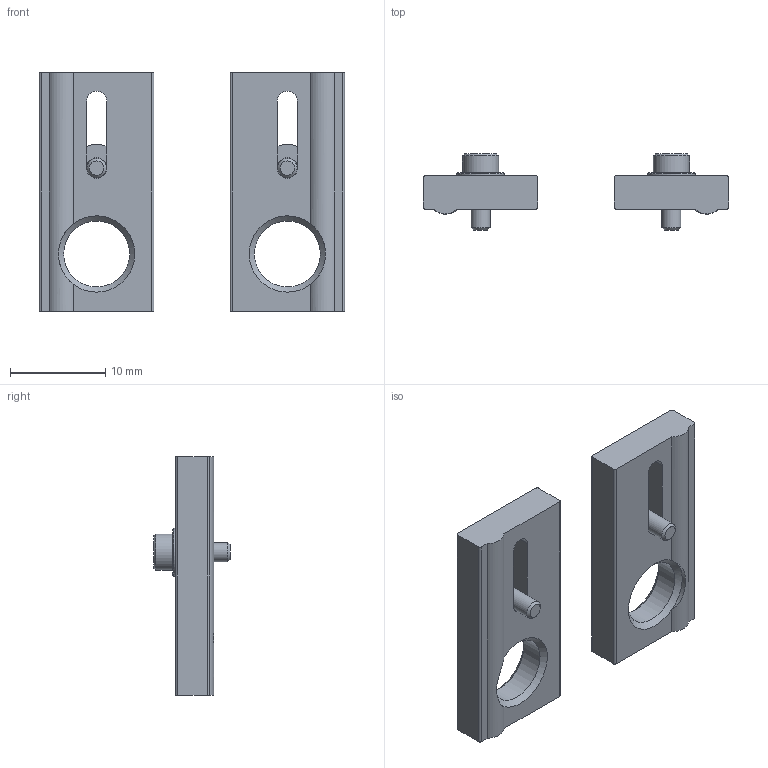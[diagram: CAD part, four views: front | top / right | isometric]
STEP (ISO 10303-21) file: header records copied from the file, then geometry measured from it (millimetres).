
FILE_DESCRIPTION(/* description */ ('STEP AP214'),/* implementation_level */ '2;1');
FILE_NAME(/* name */ '1132360_SL-DSM-S-M8-B',/* time_stamp */ '2024-09-15T06:35:21+02:00',/* author */ ('License CC BY-ND 4.0'),/* organization */ ('CADENAS'),/* preprocessor_version */ 'ST-DEVELOPER v19.3',/* originating_system */ 'PARTsolutions',/* authorisation */ ' ');
FILE_SCHEMA (('AUTOMOTIVE_DESIGN {1 0 10303 214 3 1 1}'));
Length unit declared in the file: millimetre
Products named in the file (5): 1132360 SL-DSM-S-M8-B; 1086176 SL-DSM-S-M8-B-LI_H; DIN-912 - M2x6(F); DIN-125B-2 -2.2(F); 1081631 SL-DSM-S-M8-B-RE_H
Assembly tree (6 placements, depth 2):
  1132360 SL-DSM-S-M8-B
    1086176 SL-DSM-S-M8-B-LI_H
    DIN-912 - M2x6(F)  x2
    DIN-125B-2 -2.2(F)  x2
    1081631 SL-DSM-S-M8-B-RE_H
Bounding box: 32 x 8 x 25 mm (x, y, z)
Volume: 1820.2 mm3; surface area: 2016.6 mm2
Topology: 6 solids, 6 shells, 108 faces, 232 edges, 136 vertices
Faces by surface type: plane 52, cone 30, cylinder 26
Full cylindrical faces by diameter (mm): 2 x2, 2.2 x2, 3.8 x2, 5 x2, 6.917 x2
Entity records: 2129 total; most frequent: DIRECTION 366, CARTESIAN_POINT 366, ORIENTED_EDGE 296, EDGE_CURVE 148, AXIS2_PLACEMENT_3D 145, FACE_BOUND 101, EDGE_LOOP 100, VERTEX_POINT 99
